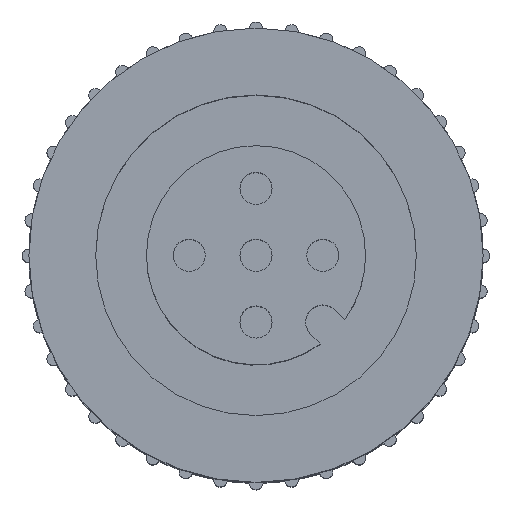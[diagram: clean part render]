
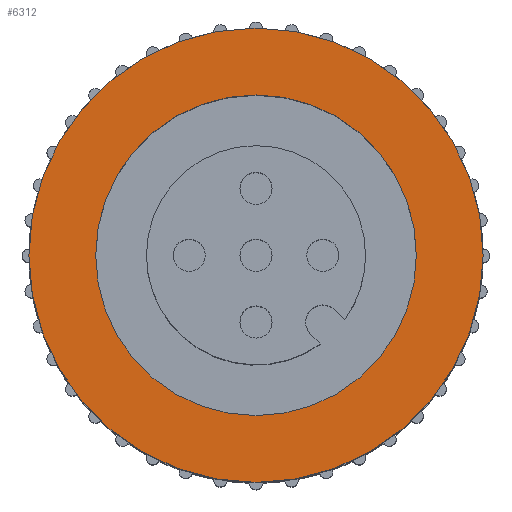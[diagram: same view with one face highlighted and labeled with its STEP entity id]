
A CAD part, top view. The second image highlights one B-rep face of the part: STEP entity #6312.
In plain terms, the highlighted planar face has unit normal (0, 0, 1).
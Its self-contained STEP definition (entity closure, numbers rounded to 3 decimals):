
#132 = CIRCLE ( 'NONE', #2930, 6. ) ;
#504 = ORIENTED_EDGE ( 'NONE', *, *, #7780, .T. ) ;
#517 = DIRECTION ( 'NONE',  ( 1., 0., 0. ) ) ;
#1635 = VERTEX_POINT ( 'NONE', #18805 ) ;
#2297 = DIRECTION ( 'NONE',  ( -1., 0., 0. ) ) ;
#2341 = DIRECTION ( 'NONE',  ( 0., 0., -1. ) ) ;
#2367 = CARTESIAN_POINT ( 'NONE',  ( 0., 0., 21.8 ) ) ;
#2587 = EDGE_LOOP ( 'NONE', ( #15247, #13358 ) ) ;
#2930 = AXIS2_PLACEMENT_3D ( 'NONE', #13991, #13963, #13935 ) ;
#3274 = EDGE_CURVE ( 'NONE', #20540, #19671, #18069, .T. ) ;
#4596 = ORIENTED_EDGE ( 'NONE', *, *, #4667, .T. ) ;
#4667 = EDGE_CURVE ( 'NONE', #1635, #12152, #132, .T. ) ;
#5008 = CARTESIAN_POINT ( 'NONE',  ( -8.5, 0., 21.8 ) ) ;
#5055 = CIRCLE ( 'NONE', #10397, 8.5 ) ;
#5245 = EDGE_LOOP ( 'NONE', ( #504, #4596 ) ) ;
#5484 = CARTESIAN_POINT ( 'NONE',  ( 0., 0., 21.8 ) ) ;
#5669 = CARTESIAN_POINT ( 'NONE',  ( -8.5, 0., 21.8 ) ) ;
#6312 = ADVANCED_FACE ( 'NONE', ( #18128, #18167 ), #15439, .T. ) ;
#6691 = AXIS2_PLACEMENT_3D ( 'NONE', #2367, #2341, #2297 ) ;
#7112 = DIRECTION ( 'NONE',  ( 1., 0., 0. ) ) ;
#7116 = DIRECTION ( 'NONE',  ( 0., 0., -1. ) ) ;
#7134 = CARTESIAN_POINT ( 'NONE',  ( 0., 0., 21.8 ) ) ;
#7152 = DIRECTION ( 'NONE',  ( -1., 0., 0. ) ) ;
#7780 = EDGE_CURVE ( 'NONE', #12152, #1635, #8820, .T. ) ;
#8820 = CIRCLE ( 'NONE', #20074, 6. ) ;
#10397 = AXIS2_PLACEMENT_3D ( 'NONE', #5484, #17112, #7152 ) ;
#12152 = VERTEX_POINT ( 'NONE', #14455 ) ;
#13358 = ORIENTED_EDGE ( 'NONE', *, *, #3274, .F. ) ;
#13935 = DIRECTION ( 'NONE',  ( 1., 0., 0. ) ) ;
#13963 = DIRECTION ( 'NONE',  ( 0., 0., -1. ) ) ;
#13991 = CARTESIAN_POINT ( 'NONE',  ( 0., 0., 21.8 ) ) ;
#14455 = CARTESIAN_POINT ( 'NONE',  ( 6., 0., 21.8 ) ) ;
#15212 = DIRECTION ( 'NONE',  ( 0., 0., 1. ) ) ;
#15247 = ORIENTED_EDGE ( 'NONE', *, *, #16164, .F. ) ;
#15439 = PLANE ( 'NONE',  #15469 ) ;
#15469 = AXIS2_PLACEMENT_3D ( 'NONE', #5669, #15212, #517 ) ;
#16164 = EDGE_CURVE ( 'NONE', #19671, #20540, #5055, .T. ) ;
#17112 = DIRECTION ( 'NONE',  ( 0., 0., -1. ) ) ;
#18069 = CIRCLE ( 'NONE', #6691, 8.5 ) ;
#18128 = FACE_OUTER_BOUND ( 'NONE', #2587, .T. ) ;
#18167 = FACE_BOUND ( 'NONE', #5245, .T. ) ;
#18740 = CARTESIAN_POINT ( 'NONE',  ( 8.5, 0., 21.8 ) ) ;
#18805 = CARTESIAN_POINT ( 'NONE',  ( -6., 0., 21.8 ) ) ;
#19671 = VERTEX_POINT ( 'NONE', #5008 ) ;
#20074 = AXIS2_PLACEMENT_3D ( 'NONE', #7134, #7116, #7112 ) ;
#20540 = VERTEX_POINT ( 'NONE', #18740 ) ;
